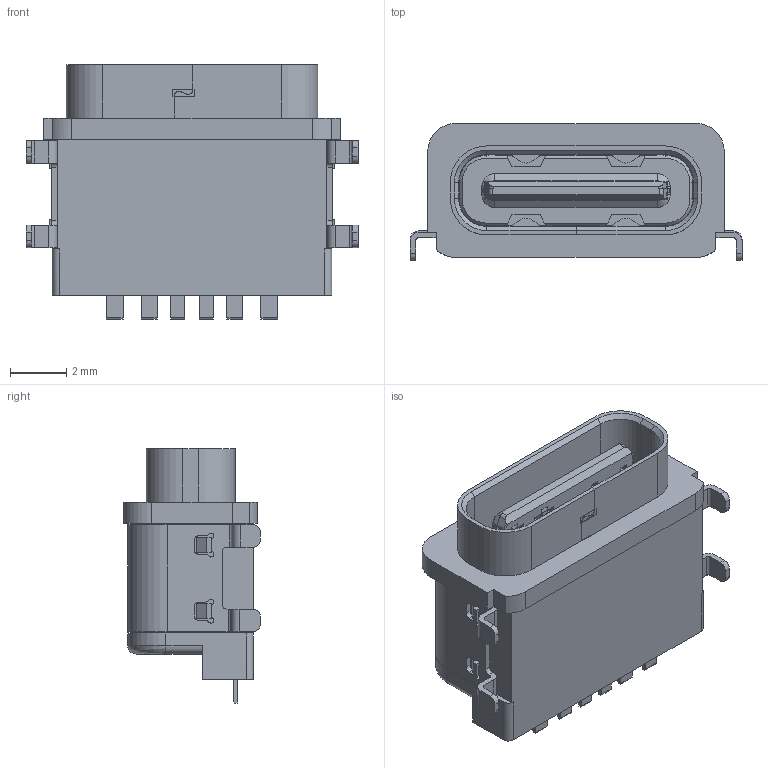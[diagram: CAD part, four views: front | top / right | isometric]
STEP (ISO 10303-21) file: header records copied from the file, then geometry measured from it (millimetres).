
FILE_DESCRIPTION(/* description */ ('STEP AP203'),/* implementation_level */ '2;1');
FILE_NAME(/* name */ 'USB4715-GF-A',/* time_stamp */ '2023-01-23T14:01:10+01:00',/* author */ ('License CC BY-ND 4.0'),/* organization */ ('CADENAS'),/* preprocessor_version */ 'ST-DEVELOPER v18.102',/* originating_system */ 'PARTsolutions',/* authorisation */ ' ');
FILE_SCHEMA (('CONFIG_CONTROL_DESIGN'));
Length unit declared in the file: millimetre
Products named in the file (3): USB4715-GF-A; USB4715-GF-A_PART2; USB4715-GF-A_PART1
Assembly tree (2 placements, depth 2):
  USB4715-GF-A
    USB4715-GF-A_PART2
    USB4715-GF-A_PART1
Bounding box: 11.8 x 4.86 x 9.05 mm (x, y, z)
Volume: 220.2 mm3; surface area: 682.1 mm2
Topology: 2 solids, 2 shells, 823 faces, 2300 edges, 1497 vertices
Faces by surface type: plane 617, cylinder 178, cone 14, bspline 14
Entity records: 31277 total; most frequent: CARTESIAN_POINT 4952, ORIENTED_EDGE 4600, DIRECTION 4283, EDGE_CURVE 2300, LINE 1879, VECTOR 1879, VERTEX_POINT 1497, AXIS2_PLACEMENT_3D 1202
